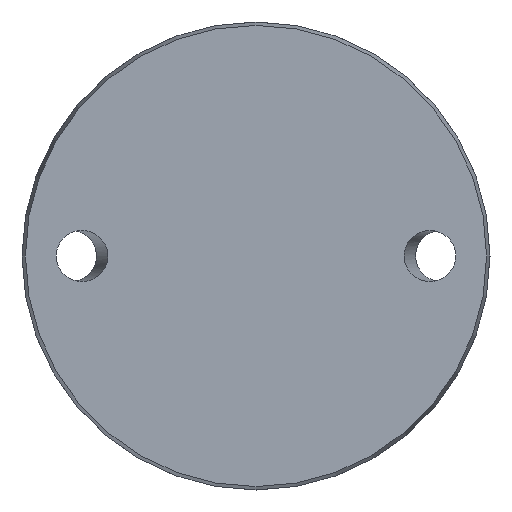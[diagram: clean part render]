
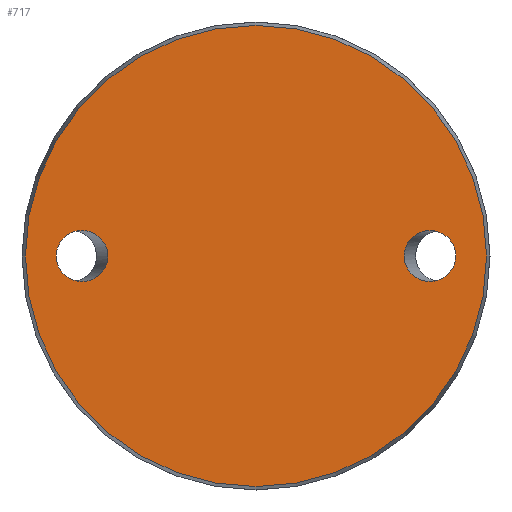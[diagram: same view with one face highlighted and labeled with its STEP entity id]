
A CAD part, front view. The second image highlights one B-rep face of the part: STEP entity #717.
In plain terms, the highlighted planar face has unit normal (0, -1, 0).
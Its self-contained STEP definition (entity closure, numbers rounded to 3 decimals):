
#45 = CARTESIAN_POINT ( 'NONE',  ( 33.309, 0., 8.5 ) ) ;
#61 = AXIS2_PLACEMENT_3D ( 'NONE', #883, #151, #296 ) ;
#70 = CARTESIAN_POINT ( 'NONE',  ( -33.309, 0., 8.5 ) ) ;
#112 = CARTESIAN_POINT ( 'NONE',  ( 24.691, 0., 0. ) ) ;
#125 = EDGE_LOOP ( 'NONE', ( #723 ) ) ;
#133 = FACE_BOUND ( 'NONE', #574, .T. ) ;
#142 = CARTESIAN_POINT ( 'NONE',  ( -24.691, 0., 8.5 ) ) ;
#151 = DIRECTION ( 'NONE',  ( 0., -1., 0. ) ) ;
#199 = CARTESIAN_POINT ( 'NONE',  ( -33.309, 0., -8.5 ) ) ;
#211 = FACE_BOUND ( 'NONE', #238, .T. ) ;
#238 = EDGE_LOOP ( 'NONE', ( #410 ) ) ;
#248 = VERTEX_POINT ( 'NONE', #547 ) ;
#256 = VERTEX_POINT ( 'NONE', #621 ) ;
#258 = CARTESIAN_POINT ( 'NONE',  ( 33.309, 0., 0. ) ) ;
#274 = CARTESIAN_POINT ( 'NONE',  ( 24.691, 0., 8.5 ) ) ;
#279 = PLANE ( 'NONE',  #729 ) ;
#291 = EDGE_CURVE ( 'NONE', #256, #256, #868, .T. ) ;
#296 = DIRECTION ( 'NONE',  ( 0., 0., -1. ) ) ;
#328 = CARTESIAN_POINT ( 'NONE',  ( 24.691, 0., -8.5 ) ) ;
#347 = CARTESIAN_POINT ( 'NONE',  ( -24.691, 0., -8.5 ) ) ;
#367 = CARTESIAN_POINT ( 'NONE',  ( 24.691, 0., 0. ) ) ;
#387 = EDGE_CURVE ( 'NONE', #248, #248, #645, .T. ) ;
#410 = ORIENTED_EDGE ( 'NONE', *, *, #553, .F. ) ;
#411 = CARTESIAN_POINT ( 'NONE',  ( 33.309, 0., -8.5 ) ) ;
#431 = CARTESIAN_POINT ( 'NONE',  ( -38.425, 0., 0. ) ) ;
#439 = CARTESIAN_POINT ( 'NONE',  ( -24.691, 0., 0. ) ) ;
#443 = FACE_OUTER_BOUND ( 'NONE', #125, .T. ) ;
#492 = CARTESIAN_POINT ( 'NONE',  ( -33.309, 0., 0. ) ) ;
#509 = VERTEX_POINT ( 'NONE', #367 ) ;
#547 = CARTESIAN_POINT ( 'NONE',  ( 0., 0., -38.425 ) ) ;
#553 = EDGE_CURVE ( 'NONE', #509, #509, #738, .T. ) ;
#574 = EDGE_LOOP ( 'NONE', ( #831 ) ) ;
#619 = CARTESIAN_POINT ( 'NONE',  ( 24.691, 0., 0. ) ) ;
#621 = CARTESIAN_POINT ( 'NONE',  ( -33.309, 0., 0. ) ) ;
#639 = DIRECTION ( 'NONE',  ( 0., 0., 1. ) ) ;
#645 = CIRCLE ( 'NONE', #61, 38.425 ) ;
#663 = DIRECTION ( 'NONE',  ( 0., 1., 0. ) ) ;
#717 = ADVANCED_FACE ( 'NONE', ( #133, #211, #443 ), #279, .F. ) ;
#723 = ORIENTED_EDGE ( 'NONE', *, *, #387, .T. ) ;
#729 = AXIS2_PLACEMENT_3D ( 'NONE', #431, #663, #639 ) ;
#738 =( BOUNDED_CURVE ( )  B_SPLINE_CURVE ( 3, ( #112, #328, #411, #258, #45, #274, #619 ),
 .UNSPECIFIED., .T., .T. ) 
 B_SPLINE_CURVE_WITH_KNOTS ( ( 4, 3, 4 ),
 ( 0., 3.142, 6.283 ),
 .UNSPECIFIED. ) 
 CURVE ( )  GEOMETRIC_REPRESENTATION_ITEM ( )  RATIONAL_B_SPLINE_CURVE ( ( 1., 0.333, 0.333, 1., 0.333, 0.333, 1. ) ) 
 REPRESENTATION_ITEM ( '' )  );
#831 = ORIENTED_EDGE ( 'NONE', *, *, #291, .T. ) ;
#860 = CARTESIAN_POINT ( 'NONE',  ( -33.309, 0., 0. ) ) ;
#868 =( BOUNDED_CURVE ( )  B_SPLINE_CURVE ( 3, ( #860, #70, #142, #439, #347, #199, #492 ),
 .UNSPECIFIED., .T., .T. ) 
 B_SPLINE_CURVE_WITH_KNOTS ( ( 4, 3, 4 ),
 ( 0., 3.142, 6.283 ),
 .UNSPECIFIED. ) 
 CURVE ( )  GEOMETRIC_REPRESENTATION_ITEM ( )  RATIONAL_B_SPLINE_CURVE ( ( 1., 0.333, 0.333, 1., 0.333, 0.333, 1. ) ) 
 REPRESENTATION_ITEM ( '' )  );
#883 = CARTESIAN_POINT ( 'NONE',  ( 0., 0., 0. ) ) ;
